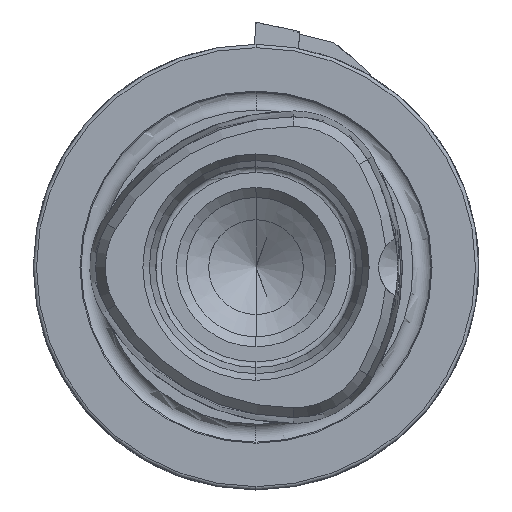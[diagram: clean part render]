
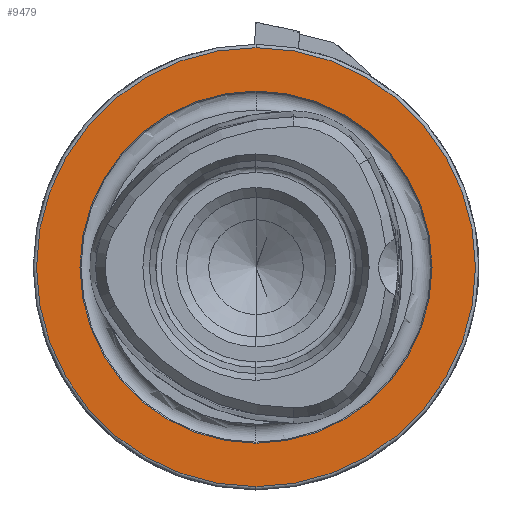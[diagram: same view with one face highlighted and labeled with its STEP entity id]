
A CAD part, left-side view. The second image highlights one B-rep face of the part: STEP entity #9479.
In plain terms, the highlighted planar face has unit normal (-1, 0, 0).
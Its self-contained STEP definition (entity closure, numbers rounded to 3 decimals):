
#89 = FACE_BOUND ( 'NONE', #3959, .T. ) ;
#94 = FACE_OUTER_BOUND ( 'NONE', #4146, .T. ) ;
#489 = ORIENTED_EDGE ( 'NONE', *, *, #2394, .T. ) ;
#664 = CARTESIAN_POINT ( 'NONE',  ( 0., 0., -19.7 ) ) ;
#668 = CARTESIAN_POINT ( 'NONE',  ( 0., 0., 15.8 ) ) ;
#675 = CARTESIAN_POINT ( 'NONE',  ( 0., 0., -15.8 ) ) ;
#919 = CARTESIAN_POINT ( 'NONE',  ( 0., 0., 19.7 ) ) ;
#2394 = EDGE_CURVE ( 'NONE', #6890, #8802, #5445, .T. ) ;
#2395 = EDGE_CURVE ( 'NONE', #6895, #6902, #5446, .T. ) ;
#2660 = CARTESIAN_POINT ( 'NONE',  ( 0., 0., 0. ) ) ;
#2661 = DIRECTION ( 'NONE',  ( -1., 0., 0. ) ) ;
#2662 = DIRECTION ( 'NONE',  ( 0., 0., 1. ) ) ;
#2664 = CARTESIAN_POINT ( 'NONE',  ( 0., 0., 0. ) ) ;
#2665 = DIRECTION ( 'NONE',  ( -1., 0., 0. ) ) ;
#2666 = DIRECTION ( 'NONE',  ( 0., 0., 1. ) ) ;
#2798 = EDGE_CURVE ( 'NONE', #6902, #6895, #5501, .T. ) ;
#3856 = AXIS2_PLACEMENT_3D ( 'NONE', #7209, #7214, #7215 ) ;
#3959 = EDGE_LOOP ( 'NONE', ( #4798, #8632 ) ) ;
#4146 = EDGE_LOOP ( 'NONE', ( #6190, #489 ) ) ;
#4798 = ORIENTED_EDGE ( 'NONE', *, *, #2395, .F. ) ;
#4926 = EDGE_CURVE ( 'NONE', #8802, #6890, #10236, .T. ) ;
#5020 = AXIS2_PLACEMENT_3D ( 'NONE', #2660, #2661, #2662 ) ;
#5021 = AXIS2_PLACEMENT_3D ( 'NONE', #2664, #2665, #2666 ) ;
#5028 = AXIS2_PLACEMENT_3D ( 'NONE', #9050, #9051, #9052 ) ;
#5098 = AXIS2_PLACEMENT_3D ( 'NONE', #5626, #5627, #5628 ) ;
#5445 = CIRCLE ( 'NONE', #5020, 19.7 ) ;
#5446 = CIRCLE ( 'NONE', #5021, 15.8 ) ;
#5501 = CIRCLE ( 'NONE', #5028, 15.8 ) ;
#5626 = CARTESIAN_POINT ( 'NONE',  ( 0., 0., 0. ) ) ;
#5627 = DIRECTION ( 'NONE',  ( -1., 0., 0. ) ) ;
#5628 = DIRECTION ( 'NONE',  ( 0., 0., 1. ) ) ;
#6190 = ORIENTED_EDGE ( 'NONE', *, *, #4926, .T. ) ;
#6890 = VERTEX_POINT ( 'NONE', #664 ) ;
#6895 = VERTEX_POINT ( 'NONE', #668 ) ;
#6902 = VERTEX_POINT ( 'NONE', #675 ) ;
#7209 = CARTESIAN_POINT ( 'NONE',  ( 0., 15.8, 0. ) ) ;
#7212 = PLANE ( 'NONE',  #3856 ) ;
#7214 = DIRECTION ( 'NONE',  ( 1., 0., 0. ) ) ;
#7215 = DIRECTION ( 'NONE',  ( 0., 0., -1. ) ) ;
#8632 = ORIENTED_EDGE ( 'NONE', *, *, #2798, .F. ) ;
#8802 = VERTEX_POINT ( 'NONE', #919 ) ;
#9050 = CARTESIAN_POINT ( 'NONE',  ( 0., 0., 0. ) ) ;
#9051 = DIRECTION ( 'NONE',  ( -1., 0., 0. ) ) ;
#9052 = DIRECTION ( 'NONE',  ( 0., 0., 1. ) ) ;
#9479 = ADVANCED_FACE ( 'NONE', ( #89, #94 ), #7212, .F. ) ;
#10236 = CIRCLE ( 'NONE', #5098, 19.7 ) ;
